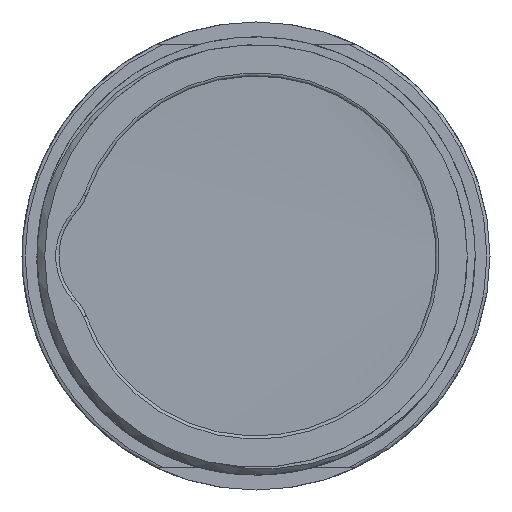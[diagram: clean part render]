
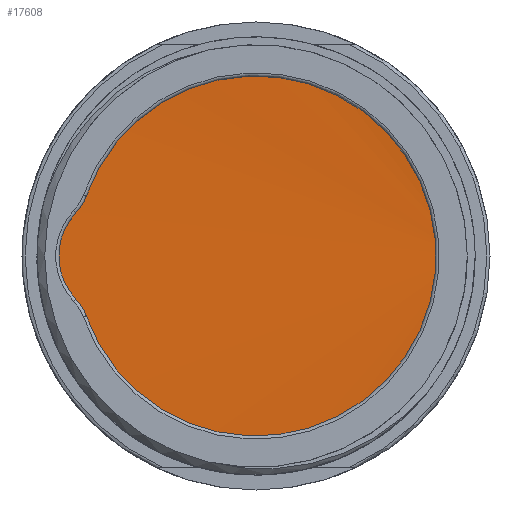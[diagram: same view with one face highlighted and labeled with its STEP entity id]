
A CAD part, left-side view. The second image highlights one B-rep face of the part: STEP entity #17608.
In plain terms, the highlighted cylindrical face has radius 13.5 mm (diameter 27 mm), a full revolution.
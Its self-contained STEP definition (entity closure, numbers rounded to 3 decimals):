
#1086=CIRCLE('',#18754,13.5);
#1970=FACE_OUTER_BOUND('',#2966,.T.);
#2966=EDGE_LOOP('',(#11400,#11401,#11402,#11403));
#4018=B_SPLINE_CURVE_WITH_KNOTS('',3,(#26548,#26549,#26550,#26551,#26552,
#26553,#26554,#26555,#26556,#26557,#26558,#26559,#26560),.UNSPECIFIED.,
 .F.,.F.,(4,1,1,1,1,1,1,1,1,1,4),(4.937,5.42,5.903,
6.386,6.869,7.352,7.835,8.318,
8.801,9.285,9.425),.UNSPECIFIED.);
#4402=LINE('',#25290,#5555);
#4408=LINE('',#25394,#5561);
#5555=VECTOR('',#20409,13.5);
#5561=VECTOR('',#20431,13.5);
#6708=VERTEX_POINT('',#25288);
#6709=VERTEX_POINT('',#25289);
#6717=VERTEX_POINT('',#25393);
#6773=VERTEX_POINT('',#25786);
#8409=EDGE_CURVE('',#6708,#6709,#4402,.T.);
#8423=EDGE_CURVE('',#6717,#6708,#4408,.T.);
#8615=EDGE_CURVE('',#6773,#6717,#1086,.T.);
#8629=EDGE_CURVE('',#6773,#6709,#4018,.T.);
#11400=ORIENTED_EDGE('',*,*,#8409,.T.);
#11401=ORIENTED_EDGE('',*,*,#8629,.F.);
#11402=ORIENTED_EDGE('',*,*,#8615,.T.);
#11403=ORIENTED_EDGE('',*,*,#8423,.T.);
#16289=CYLINDRICAL_SURFACE('',#18772,13.5);
#17608=ADVANCED_FACE('',(#1970),#16289,.T.);
#18754=AXIS2_PLACEMENT_3D('',#26154,#20869,#20870);
#18772=AXIS2_PLACEMENT_3D('',#26561,#20906,#20907);
#20409=DIRECTION('',(1.,0.,0.));
#20431=DIRECTION('',(1.,0.,0.));
#20869=DIRECTION('center_axis',(1.,0.,0.));
#20870=DIRECTION('ref_axis',(0.,-1.,0.));
#20906=DIRECTION('center_axis',(1.,0.,0.));
#20907=DIRECTION('ref_axis',(0.,1.,0.));
#25288=CARTESIAN_POINT('',(0.8,-13.5,0.));
#25289=CARTESIAN_POINT('',(2.,-13.5,0.));
#25290=CARTESIAN_POINT('',(-0.6,-13.5,0.));
#25393=CARTESIAN_POINT('',(0.,-13.5,0.));
#25394=CARTESIAN_POINT('',(-0.6,-13.5,0.));
#25786=CARTESIAN_POINT('',(0.,3.004,13.162));
#26154=CARTESIAN_POINT('Origin',(0.,0.,
0.));
#26548=CARTESIAN_POINT('Ctrl Pts',(0.,3.004,
13.162));
#26549=CARTESIAN_POINT('Ctrl Pts',(0.072,5.123,
12.678));
#26550=CARTESIAN_POINT('Ctrl Pts',(0.215,9.122,10.668));
#26551=CARTESIAN_POINT('Ctrl Pts',(0.431,13.034,5.209));
#26552=CARTESIAN_POINT('Ctrl Pts',(0.646,13.962,-1.441));
#26553=CARTESIAN_POINT('Ctrl Pts',(0.861,11.695,-7.762));
#26554=CARTESIAN_POINT('Ctrl Pts',(1.076,6.751,-12.306));
#26555=CARTESIAN_POINT('Ctrl Pts',(1.292,0.262,-14.034));
#26556=CARTESIAN_POINT('Ctrl Pts',(1.507,-6.287,-12.55));
#26557=CARTESIAN_POINT('Ctrl Pts',(1.722,-11.397,-8.194));
#26558=CARTESIAN_POINT('Ctrl Pts',(1.887,-13.307,-3.436));
#26559=CARTESIAN_POINT('Ctrl Pts',(1.979,-13.5,-0.631));
#26560=CARTESIAN_POINT('Ctrl Pts',(2.,-13.5,0.));
#26561=CARTESIAN_POINT('Origin',(-0.6,0.,0.));
